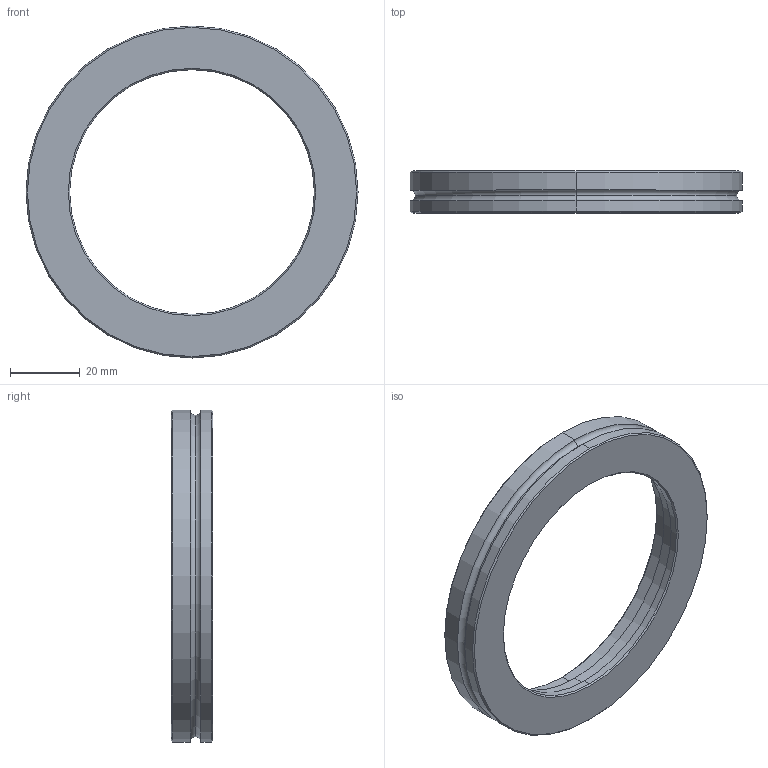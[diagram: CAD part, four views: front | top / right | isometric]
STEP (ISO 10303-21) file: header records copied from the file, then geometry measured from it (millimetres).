
FILE_DESCRIPTION (( 'STEP AP214' ), '1' );
FILE_NAME ('Hositrad_ISO63-76.2.STEP', '2010-04-20T07:30:26', ( 'Hositrad' ), ( 'Hositrad' ), 'SwSTEP 2.0', 'SolidWorks 2010', '' );
FILE_SCHEMA (( 'AUTOMOTIVE_DESIGN' ));
Length unit declared in the file: millimetre
Products named in the file (1): Hositrad_ISO63-76.2
Bounding box: 95 x 12 x 95 mm (x, y, z)
Volume: 30073.6 mm3; surface area: 14126.7 mm2
Topology: 1 solids, 1 shells, 32 faces, 64 edges, 38 vertices
Faces by surface type: cylinder 14, cone 8, plane 6, torus 4
Entity records: 876 total; most frequent: DIRECTION 172, CARTESIAN_POINT 135, ORIENTED_EDGE 128, AXIS2_PLACEMENT_3D 75, EDGE_CURVE 64, CIRCLE 42, VERTEX_POINT 38, EDGE_LOOP 38
